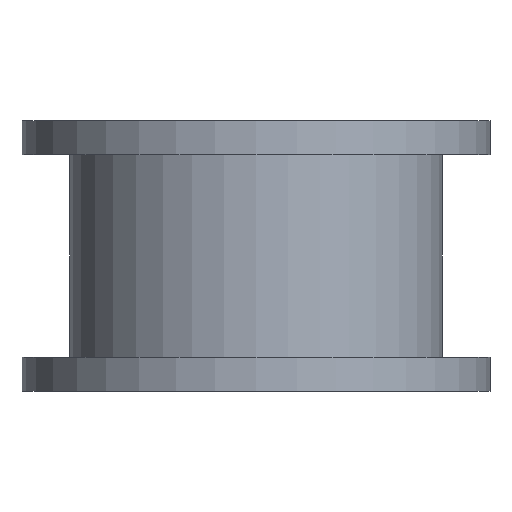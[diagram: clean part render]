
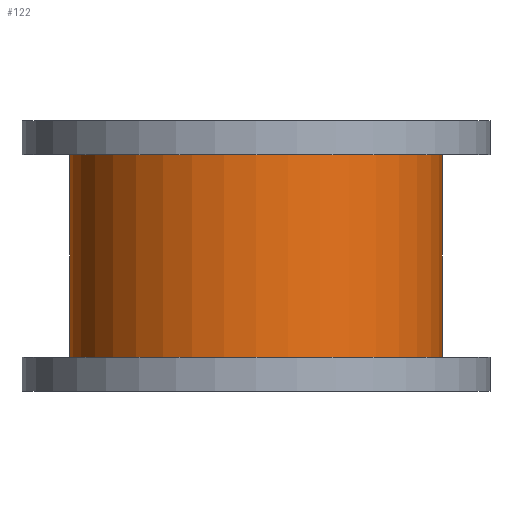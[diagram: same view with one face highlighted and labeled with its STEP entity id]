
A CAD part, front view. The second image highlights one B-rep face of the part: STEP entity #122.
In plain terms, the highlighted cylindrical face has radius 8.75 mm (diameter 17.5 mm), a partial arc.
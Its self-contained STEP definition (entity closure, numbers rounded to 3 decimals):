
#29 = ORIENTED_EDGE ( 'NONE', *, *, #614, .T. ) ;
#37 = CARTESIAN_POINT ( 'NONE',  ( -8.75, 0., 4.75 ) ) ;
#40 = VERTEX_POINT ( 'NONE', #87 ) ;
#57 = CARTESIAN_POINT ( 'NONE',  ( 0., 0., 0. ) ) ;
#61 = LINE ( 'NONE', #581, #452 ) ;
#62 = CARTESIAN_POINT ( 'NONE',  ( 0., 0., 4.75 ) ) ;
#63 = ORIENTED_EDGE ( 'NONE', *, *, #414, .T. ) ;
#84 = FACE_OUTER_BOUND ( 'NONE', #203, .T. ) ;
#87 = CARTESIAN_POINT ( 'NONE',  ( 8.75, 0., -4.75 ) ) ;
#110 = DIRECTION ( 'NONE',  ( 1., 0., 0. ) ) ;
#117 = VERTEX_POINT ( 'NONE', #37 ) ;
#118 = DIRECTION ( 'NONE',  ( 1., 0., 0. ) ) ;
#122 = ADVANCED_FACE ( 'NONE', ( #84 ), #579, .T. ) ;
#174 = VERTEX_POINT ( 'NONE', #504 ) ;
#176 = VECTOR ( 'NONE', #538, 1000. ) ;
#203 = EDGE_LOOP ( 'NONE', ( #285, #29, #63, #413 ) ) ;
#204 = CARTESIAN_POINT ( 'NONE',  ( 8.75, 0., 0. ) ) ;
#226 = DIRECTION ( 'NONE',  ( 0., 0., 1. ) ) ;
#285 = ORIENTED_EDGE ( 'NONE', *, *, #381, .F. ) ;
#293 = AXIS2_PLACEMENT_3D ( 'NONE', #57, #408, #110 ) ;
#308 = DIRECTION ( 'NONE',  ( 0., 0., 1. ) ) ;
#356 = CARTESIAN_POINT ( 'NONE',  ( -8.75, 0., -4.75 ) ) ;
#381 = EDGE_CURVE ( 'NONE', #506, #117, #61, .T. ) ;
#404 = AXIS2_PLACEMENT_3D ( 'NONE', #513, #226, #562 ) ;
#408 = DIRECTION ( 'NONE',  ( 0., 0., 1. ) ) ;
#413 = ORIENTED_EDGE ( 'NONE', *, *, #610, .F. ) ;
#414 = EDGE_CURVE ( 'NONE', #40, #174, #437, .T. ) ;
#419 = DIRECTION ( 'NONE',  ( 0., 0., 1. ) ) ;
#429 = CIRCLE ( 'NONE', #497, 8.75 ) ;
#437 = LINE ( 'NONE', #204, #176 ) ;
#452 = VECTOR ( 'NONE', #308, 1000. ) ;
#497 = AXIS2_PLACEMENT_3D ( 'NONE', #62, #419, #118 ) ;
#504 = CARTESIAN_POINT ( 'NONE',  ( 8.75, 0., 4.75 ) ) ;
#506 = VERTEX_POINT ( 'NONE', #356 ) ;
#513 = CARTESIAN_POINT ( 'NONE',  ( 0., 0., -4.75 ) ) ;
#538 = DIRECTION ( 'NONE',  ( 0., 0., 1. ) ) ;
#562 = DIRECTION ( 'NONE',  ( 1., 0., 0. ) ) ;
#578 = CIRCLE ( 'NONE', #404, 8.75 ) ;
#579 = CYLINDRICAL_SURFACE ( 'NONE', #293, 8.75 ) ;
#581 = CARTESIAN_POINT ( 'NONE',  ( -8.75, 0., 0. ) ) ;
#610 = EDGE_CURVE ( 'NONE', #117, #174, #429, .T. ) ;
#614 = EDGE_CURVE ( 'NONE', #506, #40, #578, .T. ) ;
